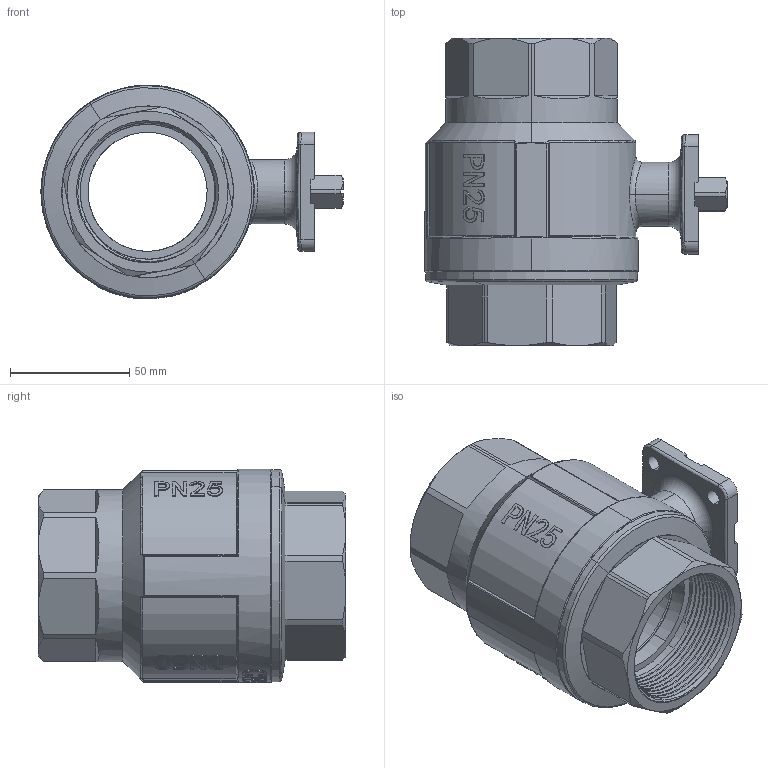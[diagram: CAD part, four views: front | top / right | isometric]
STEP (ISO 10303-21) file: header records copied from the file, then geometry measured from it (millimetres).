
FILE_DESCRIPTION (( 'STEP AP214' ), '1' );
FILE_NAME ('DN50.STEP', '2023-11-13T08:53:22', ( '' ), ( '' ), 'SwSTEP 2.0', 'SolidWorks 2018', '' );
FILE_SCHEMA (( 'AUTOMOTIVE_DESIGN' ));
Length unit declared in the file: millimetre
Products named in the file (1): DN50
Bounding box: 126.75 x 129 x 89.7 mm (x, y, z)
Volume: 379184.1 mm3; surface area: 74211.1 mm2
Topology: 1 solids, 1 shells, 499 faces, 1314 edges, 841 vertices
Faces by surface type: plane 156, cylinder 141, bspline 117, cone 57, torus 18, sphere 10
Entity records: 46593 total; most frequent: CARTESIAN_POINT 30433, ORIENTED_EDGE 2624, DIRECTION 1729, EDGE_CURVE 1312, VERTEX_POINT 841, AXIS2_PLACEMENT_3D 665, EDGE_LOOP 535, ADVANCED_FACE 499
